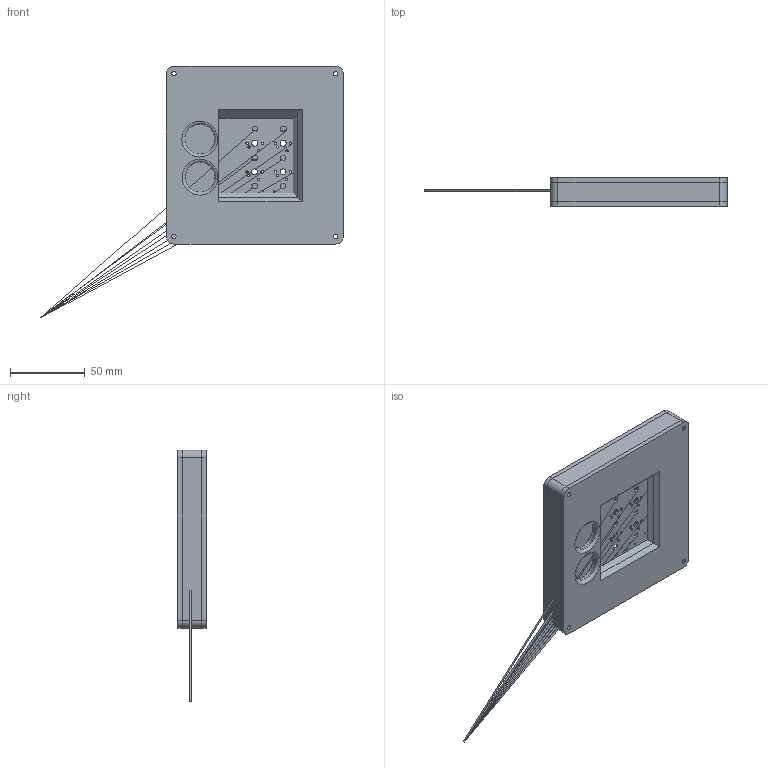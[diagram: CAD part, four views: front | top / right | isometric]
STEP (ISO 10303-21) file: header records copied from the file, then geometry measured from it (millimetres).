
FILE_DESCRIPTION(/* description */ (''),/* implementation_level */ '2;1');
FILE_NAME(/* name */ 'Final assembly.step',/* time_stamp */ '2026-02-17T21:31:42+11:00',/* author */ (''),/* organization */ (''),/* preprocessor_version */ 'ST-DEVELOPER v20.1',/* originating_system */ 'Autodesk Translation Framework v14.24.0.0',/* authorisation */ '');
FILE_SCHEMA (('AUTOMOTIVE_DESIGN { 1 0 10303 214 3 1 1 }'));
Products named in the file (15): 2026-02-17-17-55-21-885; pcb 1; pcb_PCB; 2026-02-15-14-31-26-790; 2026-02-17-20-15-36-808; 2026-02-17-20-15-36-807; 2026-02-17-20-15-36-803; 2026-02-17-20-15-36-805; 2026-02-17-20-15-36-805_1; 2026-02-17-20-15-36-805_2; 2026-02-17-20-15-36-801; 2026-02-17-20-15-36-801_1; 2026-02-17-20-15-36-802; 2026-02-17-20-15-36-802_1; 2026-02-17-20-15-36-803_1
Assembly tree (14 placements, depth 5):
  2026-02-17-17-55-21-885
    pcb 1
      pcb_PCB
    2026-02-15-14-31-26-790
    2026-02-17-20-15-36-808
      2026-02-17-20-15-36-807
        2026-02-17-20-15-36-803
        2026-02-17-20-15-36-805
        2026-02-17-20-15-36-805_1
          2026-02-17-20-15-36-805_2
          2026-02-17-20-15-36-801
          2026-02-17-20-15-36-801_1
          2026-02-17-20-15-36-802
          2026-02-17-20-15-36-802_1
        2026-02-17-20-15-36-803_1
Bounding box: 202.57 x 19 x 168.61 mm (x, y, z)
Volume: 130355.2 mm3; surface area: 104184.8 mm2
Topology: 86 solids, 89 shells, 2045 faces, 5540 edges, 3628 vertices
Faces by surface type: plane 1355, cylinder 473, bspline 185, torus 14, sphere 10, cone 8
Full cylindrical faces by diameter (mm): 0.4 x1, 0.5 x2, 0.8 x28, 1 x22, 1.5 x17, 1.7 x14, 2 x1, 2.9 x12, 4 x7, 20 x4
Entity records: 66359 total; most frequent: CARTESIAN_POINT 13693, ORIENTED_EDGE 11012, DIRECTION 9960, EDGE_CURVE 5532, LINE 4170, VECTOR 4170, VERTEX_POINT 3628, AXIS2_PLACEMENT_3D 2895
